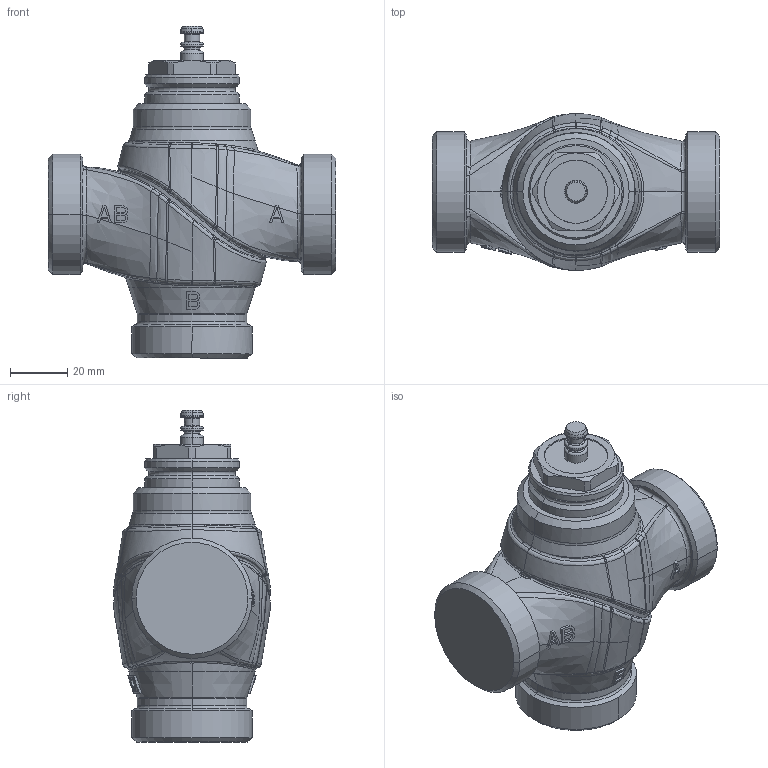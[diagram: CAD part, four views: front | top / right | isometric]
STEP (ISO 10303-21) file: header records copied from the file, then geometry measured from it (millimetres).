
FILE_DESCRIPTION(('CATIA V5 STEP Exchange','CAx-IF Rec.Pracs.--- Model Styling and Organization---1.4--- 2014-01-23','CAx-IF Rec.Pracs.---3D Tessellated Data Validation Properties---0.5---2014-09-14'),'2;1');
FILE_NAME('STEP_636510_-_TST.stp','2021-06-08T06:39:18+00:00',('none'),('none'),'CATIA Version 5-6 Release 2019 SP3','CATIA V5 STEP AP242 v1','none');
FILE_SCHEMA(('AP242_MANAGED_MODEL_BASED_3D_ENGINEERING_MIM_LF {1 0 10303 442 1 1 4}'));
Products named in the file (1): 636510 - TST
Bounding box: 100 x 54.52 x 115.5 mm (x, y, z)
Volume: 233368.6 mm3; surface area: 26121.7 mm2
Topology: 1 solids, 1 shells, 601 faces, 1496 edges, 922 vertices
Faces by surface type: bspline 278, extrusion 182, cylinder 44, cone 43, plane 26, torus 24, sphere 4
Entity records: 40051 total; most frequent: CARTESIAN_POINT 29837, ORIENTED_EDGE 2992, EDGE_CURVE 1496, B_SPLINE_CURVE_WITH_KNOTS 1058, VERTEX_POINT 922, DIRECTION 661, EDGE_LOOP 626, ADVANCED_FACE 601
